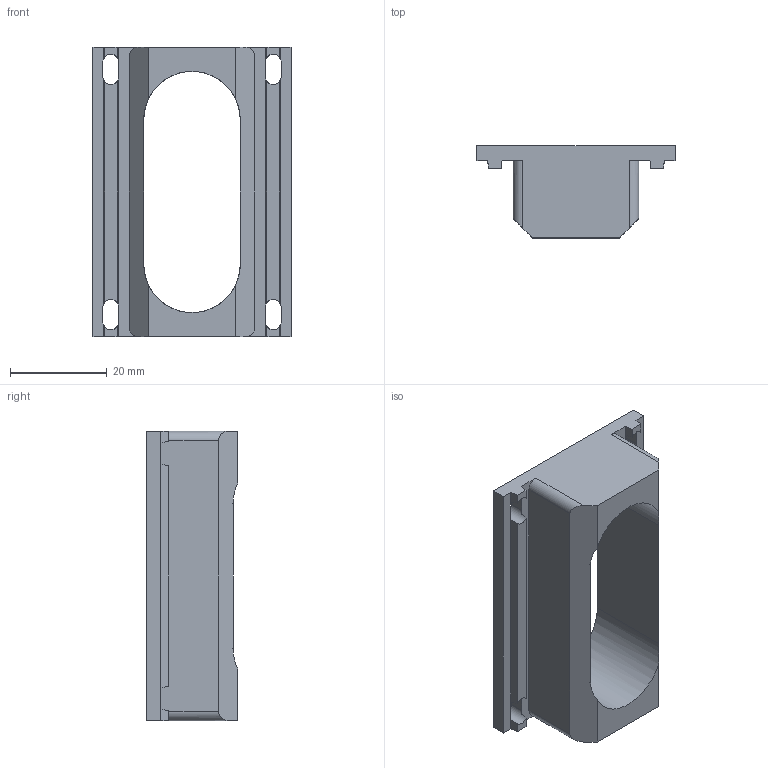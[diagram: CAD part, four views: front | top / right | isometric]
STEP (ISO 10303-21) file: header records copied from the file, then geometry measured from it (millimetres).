
FILE_DESCRIPTION(('FreeCAD Model'),'2;1');
FILE_NAME('Open CASCADE Shape Model','2025-05-14T14:13:46',(''),(''), 'Open CASCADE STEP processor 7.8','FreeCAD','Unknown');
FILE_SCHEMA(('AUTOMOTIVE_DESIGN { 1 0 10303 214 1 1 1 1 }'));
Length unit declared in the file: millimetre
Products named in the file (1): Body
Bounding box: 41.04 x 19 x 60 mm (x, y, z)
Volume: 14290.3 mm3; surface area: 8745.4 mm2
Topology: 1 solids, 1 shells, 57 faces, 184 edges, 124 vertices
Faces by surface type: plane 43, cylinder 14
Entity records: 2096 total; most frequent: ORIENTED_EDGE 368, CARTESIAN_POINT 366, DIRECTION 364, EDGE_CURVE 184, VERTEX_POINT 124, AXIS2_PLACEMENT_3D 122, LINE 120, VECTOR 120
